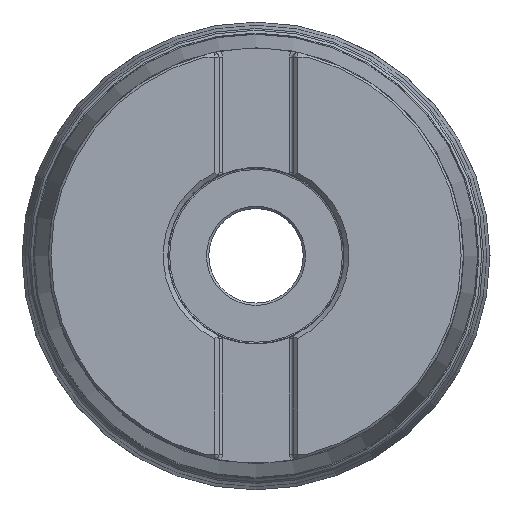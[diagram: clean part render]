
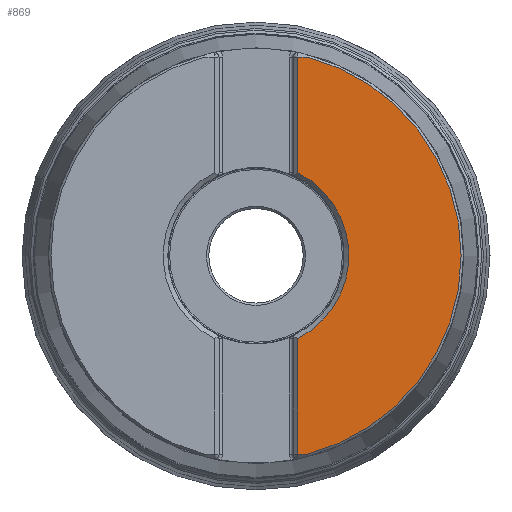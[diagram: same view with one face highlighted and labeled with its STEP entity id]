
A CAD part, top view. The second image highlights one B-rep face of the part: STEP entity #869.
In plain terms, the highlighted planar face has unit normal (0, 0, 1).
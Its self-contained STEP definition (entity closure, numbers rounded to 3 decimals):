
#134=PLANE('',#2140);
#151=FACE_OUTER_BOUND('',#1220,.T.);
#237=LINE('',#3133,#289);
#238=LINE('',#3138,#290);
#239=LINE('',#3140,#291);
#240=LINE('',#3144,#292);
#289=VECTOR('',#2393,1.);
#290=VECTOR('',#2396,1.);
#291=VECTOR('',#2397,1.);
#292=VECTOR('',#2400,1.);
#869=ADVANCED_FACE('',(#151),#134,.F.);
#1220=EDGE_LOOP('',(#1393,#1394,#1395,#1396,#1397,#1398));
#1393=ORIENTED_EDGE('',*,*,#1866,.F.);
#1394=ORIENTED_EDGE('',*,*,#1867,.T.);
#1395=ORIENTED_EDGE('',*,*,#1868,.F.);
#1396=ORIENTED_EDGE('',*,*,#1869,.F.);
#1397=ORIENTED_EDGE('',*,*,#1870,.T.);
#1398=ORIENTED_EDGE('',*,*,#1871,.F.);
#1735=VERTEX_POINT('',#3134);
#1736=VERTEX_POINT('',#3135);
#1737=VERTEX_POINT('',#3137);
#1738=VERTEX_POINT('',#3139);
#1739=VERTEX_POINT('',#3141);
#1740=VERTEX_POINT('',#3143);
#1866=EDGE_CURVE('',#1735,#1736,#237,.T.);
#1867=EDGE_CURVE('',#1735,#1737,#2039,.T.);
#1868=EDGE_CURVE('',#1738,#1737,#238,.T.);
#1869=EDGE_CURVE('',#1739,#1738,#239,.T.);
#1870=EDGE_CURVE('',#1739,#1740,#2040,.T.);
#1871=EDGE_CURVE('',#1736,#1740,#240,.T.);
#2039=CIRCLE('',#2138,44.5);
#2040=CIRCLE('',#2139,20.149);
#2138=AXIS2_PLACEMENT_3D('',#3136,#2394,#2395);
#2139=AXIS2_PLACEMENT_3D('',#3142,#2398,#2399);
#2140=AXIS2_PLACEMENT_3D('',#3145,#2401,#2402);
#2393=DIRECTION('',(-1.,0.,0.));
#2394=DIRECTION('',(0.,0.,1.));
#2395=DIRECTION('',(-1.,0.,0.));
#2396=DIRECTION('',(1.,0.,0.));
#2397=DIRECTION('',(0.,1.,0.));
#2398=DIRECTION('',(0.,0.,-1.));
#2399=DIRECTION('',(-1.,0.,0.));
#2400=DIRECTION('',(0.,1.,0.));
#2401=DIRECTION('',(0.,0.,-1.));
#2402=DIRECTION('',(-1.,0.,0.));
#3133=CARTESIAN_POINT('',(9.027,-43.085,0.));
#3134=CARTESIAN_POINT('',(11.132,-43.085,0.));
#3135=CARTESIAN_POINT('',(9.028,-43.085,0.));
#3136=CARTESIAN_POINT('',(0.,0.,0.));
#3137=CARTESIAN_POINT('',(11.132,43.085,0.));
#3138=CARTESIAN_POINT('',(9.028,43.085,0.));
#3139=CARTESIAN_POINT('',(9.028,43.085,0.));
#3140=CARTESIAN_POINT('',(9.028,-43.085,0.));
#3141=CARTESIAN_POINT('',(9.028,18.014,0.));
#3142=CARTESIAN_POINT('',(0.,0.,0.));
#3143=CARTESIAN_POINT('',(9.028,-18.014,0.));
#3144=CARTESIAN_POINT('',(9.028,-43.085,0.));
#3145=CARTESIAN_POINT('',(0.,0.,0.));
